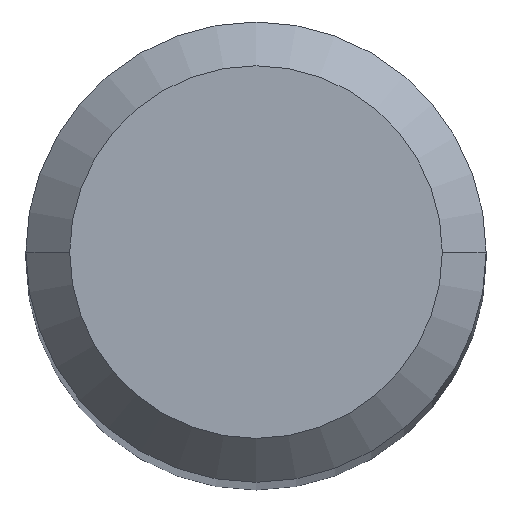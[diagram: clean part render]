
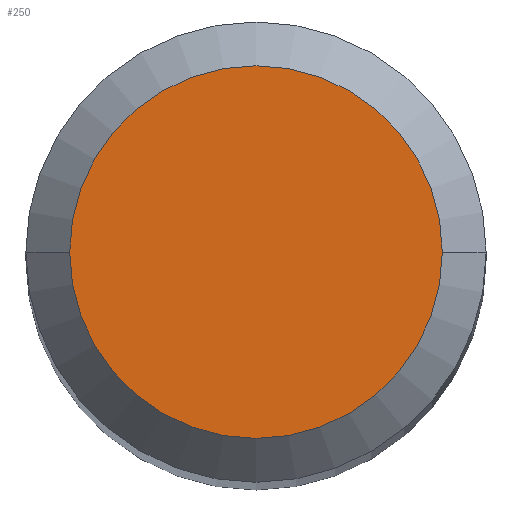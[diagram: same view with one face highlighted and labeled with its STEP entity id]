
A CAD part, top view. The second image highlights one B-rep face of the part: STEP entity #250.
In plain terms, the highlighted planar face has unit normal (0, 0, 1).
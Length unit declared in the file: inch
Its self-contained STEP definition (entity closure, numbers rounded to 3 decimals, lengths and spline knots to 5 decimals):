
#5 = DIRECTION ( 'NONE',  ( 1., 0., 0. ) ) ;
#8 = CARTESIAN_POINT ( 'NONE',  ( 0.06374, 0., 1.9685 ) ) ;
#14 = AXIS2_PLACEMENT_3D ( 'NONE', #102, #78, #5 ) ;
#55 = DIRECTION ( 'NONE',  ( 1., 0., 0. ) ) ;
#61 = VERTEX_POINT ( 'NONE', #8 ) ;
#74 = EDGE_CURVE ( 'NONE', #197, #61, #101, .T. ) ;
#78 = DIRECTION ( 'NONE',  ( 0., 0., 1. ) ) ;
#85 = CARTESIAN_POINT ( 'NONE',  ( -0.06374, 0., 1.9685 ) ) ;
#101 = CIRCLE ( 'NONE', #14, 0.06374 ) ;
#102 = CARTESIAN_POINT ( 'NONE',  ( 0., 0., 1.9685 ) ) ;
#127 = DIRECTION ( 'NONE',  ( 0., 0., 1. ) ) ;
#149 = AXIS2_PLACEMENT_3D ( 'NONE', #167, #209, #292 ) ;
#156 = EDGE_CURVE ( 'NONE', #61, #197, #284, .T. ) ;
#161 = FACE_OUTER_BOUND ( 'NONE', #195, .T. ) ;
#167 = CARTESIAN_POINT ( 'NONE',  ( 0., 0., 1.9685 ) ) ;
#194 = ORIENTED_EDGE ( 'NONE', *, *, #156, .T. ) ;
#195 = EDGE_LOOP ( 'NONE', ( #291, #194 ) ) ;
#197 = VERTEX_POINT ( 'NONE', #85 ) ;
#209 = DIRECTION ( 'NONE',  ( 0., 0., 1. ) ) ;
#216 = PLANE ( 'NONE',  #149 ) ;
#250 = ADVANCED_FACE ( 'NONE', ( #161 ), #216, .T. ) ;
#266 = AXIS2_PLACEMENT_3D ( 'NONE', #285, #127, #55 ) ;
#284 = CIRCLE ( 'NONE', #266, 0.06374 ) ;
#285 = CARTESIAN_POINT ( 'NONE',  ( 0., 0., 1.9685 ) ) ;
#291 = ORIENTED_EDGE ( 'NONE', *, *, #74, .T. ) ;
#292 = DIRECTION ( 'NONE',  ( 1., 0., 0. ) ) ;
